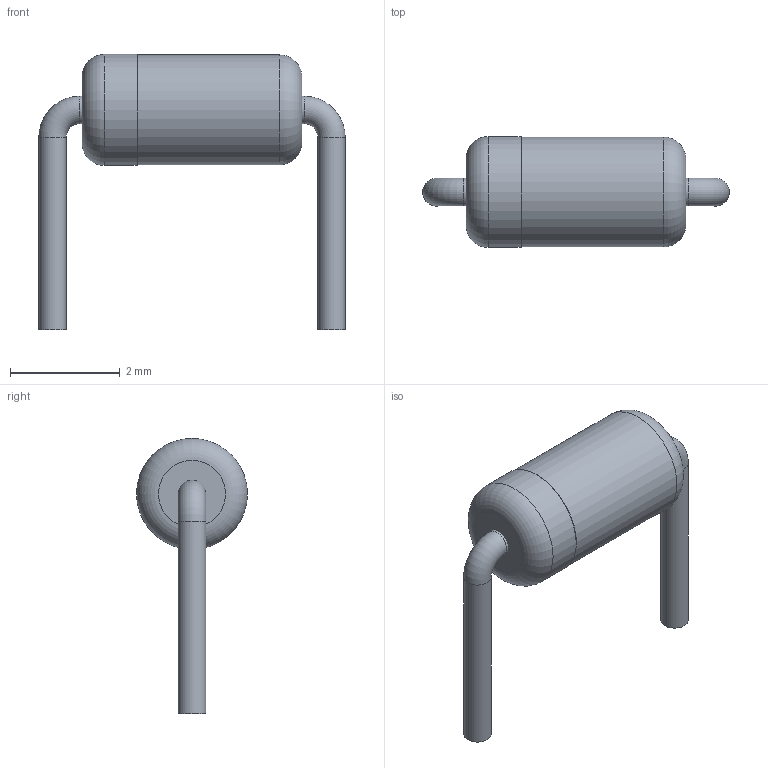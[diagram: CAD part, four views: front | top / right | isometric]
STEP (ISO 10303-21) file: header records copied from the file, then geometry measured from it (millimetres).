
FILE_DESCRIPTION(/* description */ (''),/* implementation_level */ '2;1');
FILE_NAME(/* name */ 'D_DO-35_SOD27_P5.08mm_Horizontal.step',/* time_stamp */ '2021-04-23T22:53:06+09:00',/* author */ (''),/* organization */ (''),/* preprocessor_version */ 'ST-DEVELOPER v18.1',/* originating_system */ 'Autodesk Translation Framework v10.6.0.1341',/* authorisation */ '');
FILE_SCHEMA (('AUTOMOTIVE_DESIGN { 1 0 10303 214 3 1 1 }'));
Length unit declared in the file: millimetre
Products named in the file (1): D_DO-35_SOD27_P5.08mm_Horizontal
Bounding box: 5.58 x 2.02 x 5.01 mm (x, y, z)
Volume: 14.7 mm3; surface area: 49.6 mm2
Topology: 2 solids, 2 shells, 14 faces, 25 edges, 16 vertices
Faces by surface type: cylinder 5, plane 5, torus 4
Full cylindrical faces by diameter (mm): 0.5 x3, 2 x1, 2.02 x1
Entity records: 413 total; most frequent: DIRECTION 75, CARTESIAN_POINT 56, ORIENTED_EDGE 50, AXIS2_PLACEMENT_3D 35, EDGE_CURVE 25, CIRCLE 20, VERTEX_POINT 16, EDGE_LOOP 15
